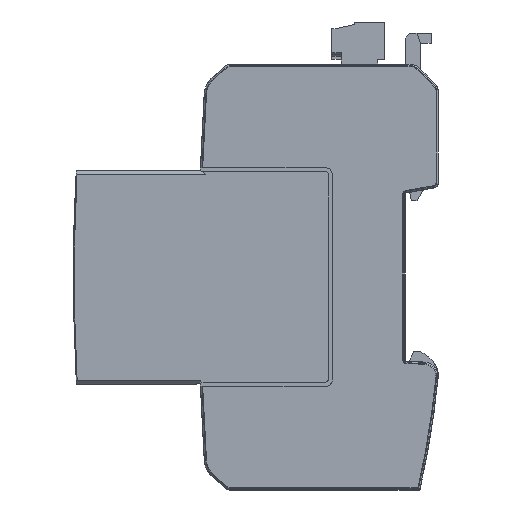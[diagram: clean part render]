
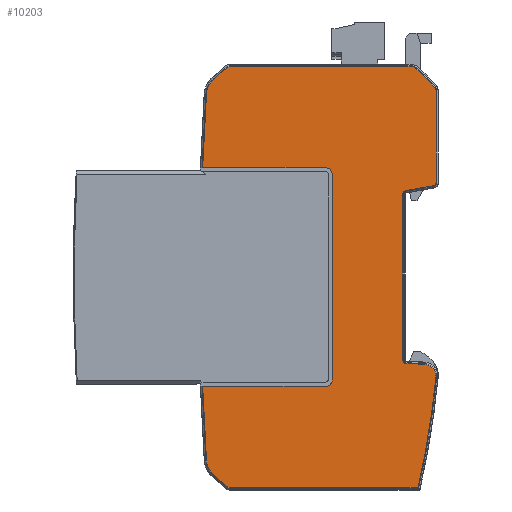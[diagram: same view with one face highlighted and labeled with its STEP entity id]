
A CAD part, left-side view. The second image highlights one B-rep face of the part: STEP entity #10203.
In plain terms, the highlighted planar face has unit normal (-1, 0, 0).
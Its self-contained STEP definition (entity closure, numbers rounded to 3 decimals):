
#407=DIRECTION('',(0.,0.,1.));
#408=VECTOR('',#407,19.602);
#409=CARTESIAN_POINT('',(-18.15,0.783,19.772));
#410=LINE('',#409,#408);
#591=DIRECTION('',(0.,-0.051,0.999));
#592=VECTOR('',#591,15.542);
#593=CARTESIAN_POINT('',(-18.15,50.091,23.041));
#594=LINE('',#593,#592);
#595=CARTESIAN_POINT('',(-18.15,44.784,38.332));
#596=DIRECTION('',(1.,0.,0.));
#597=DIRECTION('',(0.,0.999,0.051));
#598=AXIS2_PLACEMENT_3D('',#595,#596,#597);
#600=DIRECTION('',(0.,-0.749,0.662));
#601=VECTOR('',#600,3.937);
#602=CARTESIAN_POINT('',(-18.15,47.795,41.7));
#603=LINE('',#602,#601);
#604=DIRECTION('',(0.,-0.935,0.356));
#605=VECTOR('',#604,0.445);
#606=CARTESIAN_POINT('',(-18.15,44.844,44.307));
#607=LINE('',#606,#605);
#608=CARTESIAN_POINT('',(-18.15,6.068,42.948));
#609=DIRECTION('',(1.,0.,0.));
#610=DIRECTION('',(0.,0.,1.));
#611=AXIS2_PLACEMENT_3D('',#608,#609,#610);
#613=CARTESIAN_POINT('',(-18.15,45.3,-0.052));
#614=DIRECTION('',(1.,0.,0.));
#615=DIRECTION('',(0.,-0.674,0.739));
#616=AXIS2_PLACEMENT_3D('',#613,#614,#615);
#618=CARTESIAN_POINT('',(-18.15,1.8,39.374));
#619=DIRECTION('',(1.,0.,0.));
#620=DIRECTION('',(0.,-0.741,0.672));
#621=AXIS2_PLACEMENT_3D('',#618,#619,#620);
#623=CARTESIAN_POINT('',(-18.15,1.3,19.772));
#624=DIRECTION('',(1.,0.,0.));
#625=DIRECTION('',(0.,-1.,0.));
#626=AXIS2_PLACEMENT_3D('',#623,#624,#625);
#628=DIRECTION('',(0.,0.985,-0.174));
#629=VECTOR('',#628,6.101);
#630=CARTESIAN_POINT('',(-18.15,1.21,19.262));
#631=LINE('',#630,#629);
#632=CARTESIAN_POINT('',(-18.15,7.1,17.53));
#633=DIRECTION('',(-1.,0.,0.));
#634=DIRECTION('',(0.,0.174,0.985));
#635=AXIS2_PLACEMENT_3D('',#632,#633,#634);
#637=CARTESIAN_POINT('',(-18.15,7.1,-17.612));
#638=DIRECTION('',(-1.,0.,0.));
#639=DIRECTION('',(0.,1.,0.));
#640=AXIS2_PLACEMENT_3D('',#637,#638,#639);
#642=DIRECTION('',(0.,-0.999,-0.052));
#643=VECTOR('',#642,3.973);
#644=CARTESIAN_POINT('',(-18.15,7.136,-18.294));
#645=LINE('',#644,#643);
#646=CARTESIAN_POINT('',(-18.15,3.3,-21.015));
#647=DIRECTION('',(1.,0.,0.));
#648=DIRECTION('',(0.,-0.052,0.999));
#649=AXIS2_PLACEMENT_3D('',#646,#647,#648);
#651=CARTESIAN_POINT('',(-18.15,199.275,-0.944));
#652=DIRECTION('',(1.,0.,0.));
#653=DIRECTION('',(0.,-0.995,-0.102));
#654=AXIS2_PLACEMENT_3D('',#651,#652,#653);
#656=DIRECTION('',(0.,0.935,0.356));
#657=VECTOR('',#656,0.445);
#658=CARTESIAN_POINT('',(-18.15,44.428,-44.569));
#659=LINE('',#658,#657);
#660=DIRECTION('',(0.,0.749,0.662));
#661=VECTOR('',#660,3.937);
#662=CARTESIAN_POINT('',(-18.15,44.844,-44.411));
#663=LINE('',#662,#661);
#664=CARTESIAN_POINT('',(-18.15,44.784,-38.436));
#665=DIRECTION('',(1.,0.,0.));
#666=DIRECTION('',(0.,0.666,-0.746));
#667=AXIS2_PLACEMENT_3D('',#664,#665,#666);
#669=DIRECTION('',(0.,0.051,0.999));
#670=VECTOR('',#669,15.543);
#671=CARTESIAN_POINT('',(-18.15,49.295,-38.667));
#672=LINE('',#671,#670);
#673=DIRECTION('',(0.,-1.,0.002));
#674=VECTOR('',#673,26.093);
#675=CARTESIAN_POINT('',(-18.15,50.09,-23.145));
#676=LINE('',#675,#674);
#677=CARTESIAN_POINT('',(-18.15,24.,-21.799));
#678=DIRECTION('',(-1.,0.,0.));
#679=DIRECTION('',(0.,-0.002,-1.));
#680=AXIS2_PLACEMENT_3D('',#677,#678,#679);
#682=DIRECTION('',(0.,0.,1.));
#683=VECTOR('',#682,43.493);
#684=CARTESIAN_POINT('',(-18.15,22.7,-21.797));
#685=LINE('',#684,#683);
#686=CARTESIAN_POINT('',(-18.15,24.,21.696));
#687=DIRECTION('',(-1.,0.,0.));
#688=DIRECTION('',(0.,-1.,0.));
#689=AXIS2_PLACEMENT_3D('',#686,#687,#688);
#691=DIRECTION('',(0.,1.,0.002));
#692=VECTOR('',#691,26.091);
#693=CARTESIAN_POINT('',(-18.15,24.,22.996));
#694=LINE('',#693,#692);
#2014=DIRECTION('',(0.,-1.,0.));
#2015=VECTOR('',#2014,39.843);
#2016=CARTESIAN_POINT('',(-18.15,44.428,-44.569));
#2017=LINE('',#2016,#2015);
#2254=DIRECTION('',(0.,0.,1.));
#2255=VECTOR('',#2254,35.142);
#2256=CARTESIAN_POINT('',(-18.15,7.783,-17.612));
#2257=LINE('',#2256,#2255);
#3194=DIRECTION('',(0.,1.,0.));
#3195=VECTOR('',#3194,38.36);
#3196=CARTESIAN_POINT('',(-18.15,6.068,44.465));
#3197=LINE('',#3196,#3195);
#8148=CARTESIAN_POINT('',(-18.15,0.783,39.374));
#8149=VERTEX_POINT('',#8148);
#8150=CARTESIAN_POINT('',(-18.15,1.046,40.057));
#8151=VERTEX_POINT('',#8150);
#8152=CARTESIAN_POINT('',(-18.15,0.783,19.772));
#8153=VERTEX_POINT('',#8152);
#8156=CARTESIAN_POINT('',(-18.15,1.21,19.262));
#8157=VERTEX_POINT('',#8156);
#8200=CARTESIAN_POINT('',(-18.15,5.045,44.069));
#8201=VERTEX_POINT('',#8200);
#8202=CARTESIAN_POINT('',(-18.15,50.091,23.041));
#8203=CARTESIAN_POINT('',(-18.15,49.296,38.563));
#8204=VERTEX_POINT('',#8202);
#8205=VERTEX_POINT('',#8203);
#8206=CARTESIAN_POINT('',(-18.15,47.795,41.7));
#8207=VERTEX_POINT('',#8206);
#8208=CARTESIAN_POINT('',(-18.15,44.844,44.307));
#8209=VERTEX_POINT('',#8208);
#8210=CARTESIAN_POINT('',(-18.15,44.428,44.465));
#8211=VERTEX_POINT('',#8210);
#8212=CARTESIAN_POINT('',(-18.15,6.068,44.465));
#8213=VERTEX_POINT('',#8212);
#8214=CARTESIAN_POINT('',(-18.15,7.219,18.203));
#8215=VERTEX_POINT('',#8214);
#8216=CARTESIAN_POINT('',(-18.15,7.783,17.53));
#8217=VERTEX_POINT('',#8216);
#8218=CARTESIAN_POINT('',(-18.15,7.783,-17.612));
#8219=VERTEX_POINT('',#8218);
#8220=CARTESIAN_POINT('',(-18.15,7.136,-18.294));
#8221=VERTEX_POINT('',#8220);
#8222=CARTESIAN_POINT('',(-18.15,3.168,-18.502));
#8223=VERTEX_POINT('',#8222);
#8224=CARTESIAN_POINT('',(-18.15,0.796,-21.272));
#8225=VERTEX_POINT('',#8224);
#8226=CARTESIAN_POINT('',(-18.15,4.585,-44.569));
#8227=VERTEX_POINT('',#8226);
#8228=CARTESIAN_POINT('',(-18.15,44.428,-44.569));
#8229=VERTEX_POINT('',#8228);
#8230=CARTESIAN_POINT('',(-18.15,44.844,-44.411));
#8231=VERTEX_POINT('',#8230);
#8232=CARTESIAN_POINT('',(-18.15,47.794,-41.804));
#8233=VERTEX_POINT('',#8232);
#8234=CARTESIAN_POINT('',(-18.15,49.295,-38.667));
#8235=VERTEX_POINT('',#8234);
#8236=CARTESIAN_POINT('',(-18.15,50.09,-23.145));
#8237=VERTEX_POINT('',#8236);
#8238=CARTESIAN_POINT('',(-18.15,23.998,-23.099));
#8239=VERTEX_POINT('',#8238);
#8240=CARTESIAN_POINT('',(-18.15,22.7,-21.797));
#8241=VERTEX_POINT('',#8240);
#8242=CARTESIAN_POINT('',(-18.15,22.7,21.696));
#8243=VERTEX_POINT('',#8242);
#8244=CARTESIAN_POINT('',(-18.15,24.,22.996));
#8245=VERTEX_POINT('',#8244);
#10146=CARTESIAN_POINT('',(-18.15,0.3,-0.052));
#10147=DIRECTION('',(1.,0.,0.));
#10148=DIRECTION('',(0.,0.,-1.));
#10149=AXIS2_PLACEMENT_3D('',#10146,#10147,#10148);
#10150=PLANE('',#10149);
#10152=ORIENTED_EDGE('',*,*,#10151,.T.);
#10154=ORIENTED_EDGE('',*,*,#10153,.T.);
#10156=ORIENTED_EDGE('',*,*,#10155,.T.);
#10158=ORIENTED_EDGE('',*,*,#10157,.T.);
#10160=ORIENTED_EDGE('',*,*,#10159,.F.);
#10162=ORIENTED_EDGE('',*,*,#10161,.T.);
#10163=ORIENTED_EDGE('',*,*,#10139,.T.);
#10164=ORIENTED_EDGE('',*,*,#9910,.T.);
#10165=ORIENTED_EDGE('',*,*,#9925,.F.);
#10166=ORIENTED_EDGE('',*,*,#9940,.T.);
#10168=ORIENTED_EDGE('',*,*,#10167,.T.);
#10170=ORIENTED_EDGE('',*,*,#10169,.T.);
#10172=ORIENTED_EDGE('',*,*,#10171,.F.);
#10174=ORIENTED_EDGE('',*,*,#10173,.T.);
#10176=ORIENTED_EDGE('',*,*,#10175,.T.);
#10178=ORIENTED_EDGE('',*,*,#10177,.T.);
#10180=ORIENTED_EDGE('',*,*,#10179,.T.);
#10182=ORIENTED_EDGE('',*,*,#10181,.F.);
#10184=ORIENTED_EDGE('',*,*,#10183,.T.);
#10186=ORIENTED_EDGE('',*,*,#10185,.T.);
#10188=ORIENTED_EDGE('',*,*,#10187,.T.);
#10190=ORIENTED_EDGE('',*,*,#10189,.T.);
#10192=ORIENTED_EDGE('',*,*,#10191,.T.);
#10194=ORIENTED_EDGE('',*,*,#10193,.T.);
#10196=ORIENTED_EDGE('',*,*,#10195,.T.);
#10198=ORIENTED_EDGE('',*,*,#10197,.T.);
#10200=ORIENTED_EDGE('',*,*,#10199,.T.);
#10201=EDGE_LOOP('',(#10152,#10154,#10156,#10158,#10160,#10162,#10163,#10164,
#10165,#10166,#10168,#10170,#10172,#10174,#10176,#10178,#10180,#10182,#10184,
#10186,#10188,#10190,#10192,#10194,#10196,#10198,#10200));
#10202=FACE_OUTER_BOUND('',#10201,.F.);
#599=CIRCLE('',#598,4.517);
#612=CIRCLE('',#611,1.517);
#617=CIRCLE('',#616,59.725);
#622=CIRCLE('',#621,1.017);
#627=CIRCLE('',#626,0.517);
#636=CIRCLE('',#635,0.683);
#641=CIRCLE('',#640,0.683);
#650=CIRCLE('',#649,2.517);
#655=CIRCLE('',#654,199.517);
#668=CIRCLE('',#667,4.517);
#681=CIRCLE('',#680,1.3);
#690=CIRCLE('',#689,1.3);
#9910=EDGE_CURVE('',#8151,#8149,#622,.T.);
#9925=EDGE_CURVE('',#8153,#8149,#410,.T.);
#9940=EDGE_CURVE('',#8153,#8157,#627,.T.);
#10139=EDGE_CURVE('',#8201,#8151,#617,.T.);
#10151=EDGE_CURVE('',#8204,#8205,#594,.T.);
#10153=EDGE_CURVE('',#8205,#8207,#599,.T.);
#10155=EDGE_CURVE('',#8207,#8209,#603,.T.);
#10157=EDGE_CURVE('',#8209,#8211,#607,.T.);
#10159=EDGE_CURVE('',#8213,#8211,#3197,.T.);
#10161=EDGE_CURVE('',#8213,#8201,#612,.T.);
#10167=EDGE_CURVE('',#8157,#8215,#631,.T.);
#10169=EDGE_CURVE('',#8215,#8217,#636,.T.);
#10171=EDGE_CURVE('',#8219,#8217,#2257,.T.);
#10173=EDGE_CURVE('',#8219,#8221,#641,.T.);
#10175=EDGE_CURVE('',#8221,#8223,#645,.T.);
#10177=EDGE_CURVE('',#8223,#8225,#650,.T.);
#10179=EDGE_CURVE('',#8225,#8227,#655,.T.);
#10181=EDGE_CURVE('',#8229,#8227,#2017,.T.);
#10183=EDGE_CURVE('',#8229,#8231,#659,.T.);
#10185=EDGE_CURVE('',#8231,#8233,#663,.T.);
#10187=EDGE_CURVE('',#8233,#8235,#668,.T.);
#10189=EDGE_CURVE('',#8235,#8237,#672,.T.);
#10191=EDGE_CURVE('',#8237,#8239,#676,.T.);
#10193=EDGE_CURVE('',#8239,#8241,#681,.T.);
#10195=EDGE_CURVE('',#8241,#8243,#685,.T.);
#10197=EDGE_CURVE('',#8243,#8245,#690,.T.);
#10199=EDGE_CURVE('',#8245,#8204,#694,.T.);
#10203=ADVANCED_FACE('',(#10202),#10150,.F.);
